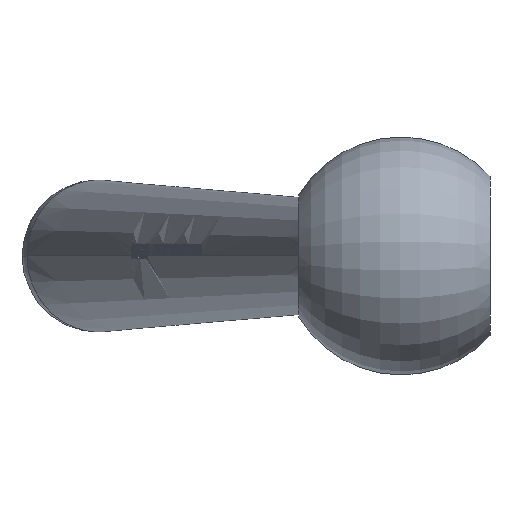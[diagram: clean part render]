
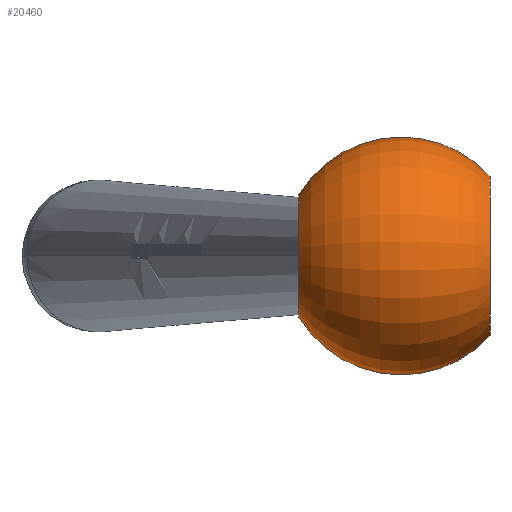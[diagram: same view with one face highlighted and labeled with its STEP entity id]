
A CAD part, left-side view. The second image highlights one B-rep face of the part: STEP entity #20460.
In plain terms, the highlighted toroidal (fillet/blend) face has major radius 0.171 mm and minor radius 25.071 mm.
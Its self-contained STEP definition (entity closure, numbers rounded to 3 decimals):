
#1514 = CIRCLE ( 'NONE', #9722, 25.071 ) ;
#3882 = VERTEX_POINT ( 'NONE', #19312 ) ;
#3911 = CIRCLE ( 'NONE', #16103, 16.7 ) ;
#4496 = VERTEX_POINT ( 'NONE', #9583 ) ;
#4580 = EDGE_CURVE ( 'NONE', #4496, #13528, #3911, .T. ) ;
#5187 = ORIENTED_EDGE ( 'NONE', *, *, #28914, .T. ) ;
#5544 = DIRECTION ( 'NONE',  ( 0., 0., -1. ) ) ;
#5851 = CARTESIAN_POINT ( 'NONE',  ( 0., 0., 0. ) ) ;
#5906 = ORIENTED_EDGE ( 'NONE', *, *, #25708, .F. ) ;
#6069 = EDGE_LOOP ( 'NONE', ( #5906, #5187, #10879, #28112 ) ) ;
#6670 = VERTEX_POINT ( 'NONE', #21475 ) ;
#8219 = DIRECTION ( 'NONE',  ( 0., -1., 0. ) ) ;
#9549 = AXIS2_PLACEMENT_3D ( 'NONE', #29076, #20486, #20389 ) ;
#9555 = CIRCLE ( 'NONE', #11295, 25.071 ) ;
#9583 = CARTESIAN_POINT ( 'NONE',  ( 0., 0., 16.7 ) ) ;
#9722 = AXIS2_PLACEMENT_3D ( 'NONE', #14698, #10389, #17167 ) ;
#10276 = FACE_OUTER_BOUND ( 'NONE', #6069, .T. ) ;
#10389 = DIRECTION ( 'NONE',  ( -1., 0., 0. ) ) ;
#10715 = DIRECTION ( 'NONE',  ( 0., 0., -1. ) ) ;
#10807 = CARTESIAN_POINT ( 'NONE',  ( 0., 40., 0. ) ) ;
#10879 = ORIENTED_EDGE ( 'NONE', *, *, #16215, .T. ) ;
#11295 = AXIS2_PLACEMENT_3D ( 'NONE', #16860, #28204, #5544 ) ;
#12454 = DIRECTION ( 'NONE',  ( 0., 0., -1. ) ) ;
#13528 = VERTEX_POINT ( 'NONE', #20668 ) ;
#14501 = CIRCLE ( 'NONE', #22587, 12.8 ) ;
#14698 = CARTESIAN_POINT ( 'NONE',  ( 0., 18.545, 0.171 ) ) ;
#16103 = AXIS2_PLACEMENT_3D ( 'NONE', #5851, #8219, #12454 ) ;
#16215 = EDGE_CURVE ( 'NONE', #3882, #13528, #1514, .T. ) ;
#16860 = CARTESIAN_POINT ( 'NONE',  ( 0., 18.545, -0.171 ) ) ;
#17167 = DIRECTION ( 'NONE',  ( 0., 0., 1. ) ) ;
#19312 = CARTESIAN_POINT ( 'NONE',  ( 0., 40., -12.8 ) ) ;
#20389 = DIRECTION ( 'NONE',  ( 0., 0., -1. ) ) ;
#20460 = ADVANCED_FACE ( 'NONE', ( #10276 ), #22621, .T. ) ;
#20486 = DIRECTION ( 'NONE',  ( 0., -1., 0. ) ) ;
#20668 = CARTESIAN_POINT ( 'NONE',  ( 0., 0., -16.7 ) ) ;
#21475 = CARTESIAN_POINT ( 'NONE',  ( 0., 40., 12.8 ) ) ;
#22587 = AXIS2_PLACEMENT_3D ( 'NONE', #10807, #26561, #10715 ) ;
#22621 = TOROIDAL_SURFACE ( 'NONE', #9549, -0.171, 25.071 ) ;
#25708 = EDGE_CURVE ( 'NONE', #6670, #4496, #9555, .T. ) ;
#26561 = DIRECTION ( 'NONE',  ( 0., -1., 0. ) ) ;
#28112 = ORIENTED_EDGE ( 'NONE', *, *, #4580, .F. ) ;
#28204 = DIRECTION ( 'NONE',  ( 1., 0., 0. ) ) ;
#28914 = EDGE_CURVE ( 'NONE', #6670, #3882, #14501, .T. ) ;
#29076 = CARTESIAN_POINT ( 'NONE',  ( 0., 18.545, 0. ) ) ;
